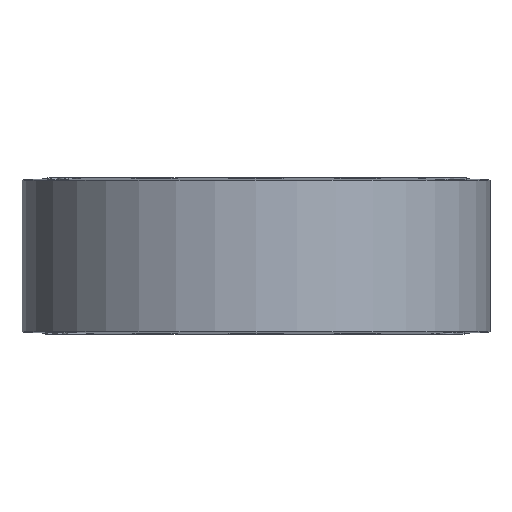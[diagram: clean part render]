
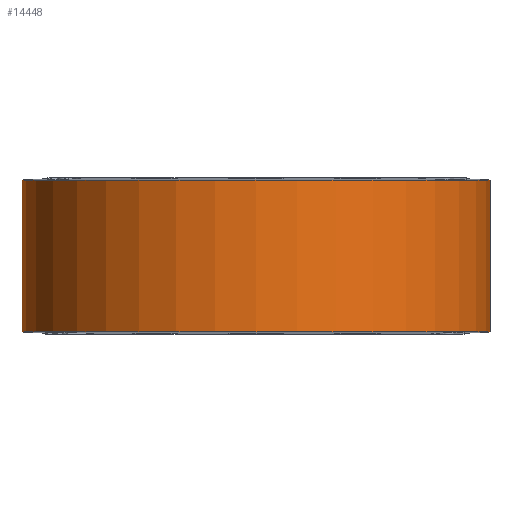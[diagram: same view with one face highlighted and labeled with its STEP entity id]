
A CAD part, front view. The second image highlights one B-rep face of the part: STEP entity #14448.
In plain terms, the highlighted cylindrical face has radius 38.1 mm (diameter 76.2 mm), a partial arc.
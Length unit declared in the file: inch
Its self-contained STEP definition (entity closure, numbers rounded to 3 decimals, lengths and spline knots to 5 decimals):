
#178 = VERTEX_POINT ( 'NONE', #11220 ) ;
#558 = FACE_OUTER_BOUND ( 'NONE', #13231, .T. ) ;
#742 = CIRCLE ( 'NONE', #2397, 1.5 ) ;
#1174 = DIRECTION ( 'NONE',  ( 0., 0., -1. ) ) ;
#1370 = DIRECTION ( 'NONE',  ( 0., 0., -1. ) ) ;
#1440 = ORIENTED_EDGE ( 'NONE', *, *, #5528, .T. ) ;
#2074 = EDGE_CURVE ( 'NONE', #13010, #11101, #12933, .T. ) ;
#2368 = VERTEX_POINT ( 'NONE', #2517 ) ;
#2397 = AXIS2_PLACEMENT_3D ( 'NONE', #10520, #9475, #11884 ) ;
#2517 = CARTESIAN_POINT ( 'NONE',  ( 1.5, 0., -0.4869 ) ) ;
#2935 = DIRECTION ( 'NONE',  ( 0., 0., -1. ) ) ;
#3198 = DIRECTION ( 'NONE',  ( 0., 0., -1. ) ) ;
#3696 = CARTESIAN_POINT ( 'NONE',  ( 0., 0., 0.5 ) ) ;
#3702 = ORIENTED_EDGE ( 'NONE', *, *, #14476, .T. ) ;
#4429 = CARTESIAN_POINT ( 'NONE',  ( 0., 0., -0.4869 ) ) ;
#4596 = CARTESIAN_POINT ( 'NONE',  ( -1.5, 0., -0.4869 ) ) ;
#4765 = CARTESIAN_POINT ( 'NONE',  ( 1.5, 0., 0.5 ) ) ;
#4796 = EDGE_CURVE ( 'NONE', #2368, #178, #10048, .T. ) ;
#4935 = ORIENTED_EDGE ( 'NONE', *, *, #14555, .F. ) ;
#4975 = ORIENTED_EDGE ( 'NONE', *, *, #4796, .F. ) ;
#5041 = AXIS2_PLACEMENT_3D ( 'NONE', #4429, #12434, #11451 ) ;
#5255 = CARTESIAN_POINT ( 'NONE',  ( 0., 0., -0.4869 ) ) ;
#5528 = EDGE_CURVE ( 'NONE', #9661, #13010, #742, .T. ) ;
#6160 = DIRECTION ( 'NONE',  ( 0., 0., -1. ) ) ;
#6281 = CARTESIAN_POINT ( 'NONE',  ( 0., -1.5, 0.4869 ) ) ;
#6328 = VECTOR ( 'NONE', #1174, 39.37008 ) ;
#6933 = LINE ( 'NONE', #4765, #6328 ) ;
#7283 = CYLINDRICAL_SURFACE ( 'NONE', #10409, 1.5 ) ;
#8367 = CARTESIAN_POINT ( 'NONE',  ( 1.5, 0., 0.4869 ) ) ;
#8511 = VECTOR ( 'NONE', #1370, 39.37008 ) ;
#8591 = DIRECTION ( 'NONE',  ( 0., 1., 0. ) ) ;
#8656 = ORIENTED_EDGE ( 'NONE', *, *, #9861, .F. ) ;
#8662 = CARTESIAN_POINT ( 'NONE',  ( 0., 0., 0.4869 ) ) ;
#8840 = AXIS2_PLACEMENT_3D ( 'NONE', #8662, #3198, #8591 ) ;
#9448 = AXIS2_PLACEMENT_3D ( 'NONE', #5255, #2935, #14403 ) ;
#9475 = DIRECTION ( 'NONE',  ( 0., 0., -1. ) ) ;
#9661 = VERTEX_POINT ( 'NONE', #8367 ) ;
#9861 = EDGE_CURVE ( 'NONE', #9661, #2368, #6933, .T. ) ;
#10048 = CIRCLE ( 'NONE', #5041, 1.5 ) ;
#10409 = AXIS2_PLACEMENT_3D ( 'NONE', #3696, #6160, #10719 ) ;
#10520 = CARTESIAN_POINT ( 'NONE',  ( 0., 0., 0.4869 ) ) ;
#10719 = DIRECTION ( 'NONE',  ( -1., 0., 0. ) ) ;
#11101 = VERTEX_POINT ( 'NONE', #12226 ) ;
#11185 = VERTEX_POINT ( 'NONE', #4596 ) ;
#11220 = CARTESIAN_POINT ( 'NONE',  ( 0., -1.5, -0.4869 ) ) ;
#11451 = DIRECTION ( 'NONE',  ( 0., 1., 0. ) ) ;
#11622 = LINE ( 'NONE', #12903, #8511 ) ;
#11884 = DIRECTION ( 'NONE',  ( 0., 1., 0. ) ) ;
#12226 = CARTESIAN_POINT ( 'NONE',  ( -1.5, 0., 0.4869 ) ) ;
#12434 = DIRECTION ( 'NONE',  ( 0., 0., -1. ) ) ;
#12903 = CARTESIAN_POINT ( 'NONE',  ( -1.5, 0., 0.5 ) ) ;
#12933 = CIRCLE ( 'NONE', #8840, 1.5 ) ;
#13010 = VERTEX_POINT ( 'NONE', #6281 ) ;
#13231 = EDGE_LOOP ( 'NONE', ( #8656, #1440, #13268, #3702, #4935, #4975 ) ) ;
#13268 = ORIENTED_EDGE ( 'NONE', *, *, #2074, .T. ) ;
#14267 = CIRCLE ( 'NONE', #9448, 1.5 ) ;
#14403 = DIRECTION ( 'NONE',  ( 0., 1., 0. ) ) ;
#14448 = ADVANCED_FACE ( 'NONE', ( #558 ), #7283, .T. ) ;
#14476 = EDGE_CURVE ( 'NONE', #11101, #11185, #11622, .T. ) ;
#14555 = EDGE_CURVE ( 'NONE', #178, #11185, #14267, .T. ) ;
